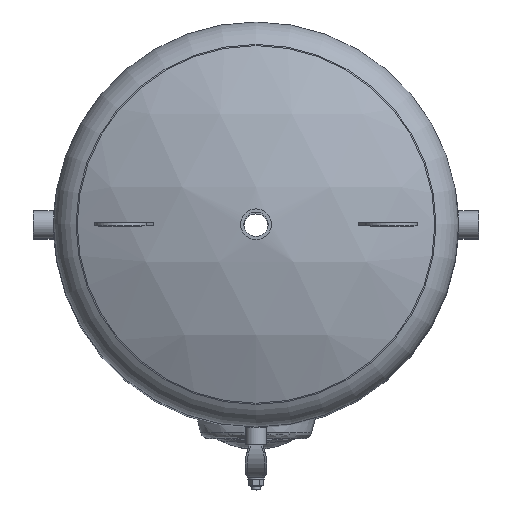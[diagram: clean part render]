
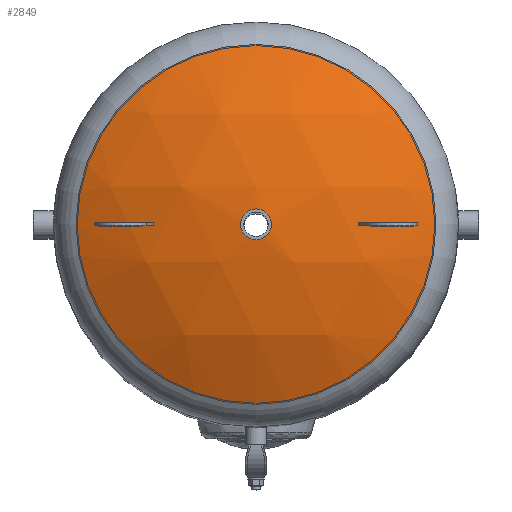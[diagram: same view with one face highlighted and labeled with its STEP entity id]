
A CAD part, top view. The second image highlights one B-rep face of the part: STEP entity #2849.
In plain terms, the highlighted spherical face has radius 750 mm.
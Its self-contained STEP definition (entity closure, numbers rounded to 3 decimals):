
#674=SPHERICAL_SURFACE('',#3155,750.);
#759=FACE_BOUND('',#1176,.T.);
#921=FACE_OUTER_BOUND('',#1175,.T.);
#1175=EDGE_LOOP('',(#2572));
#1176=EDGE_LOOP('',(#2573));
#1287=CIRCLE('',#3148,28.5);
#1291=CIRCLE('',#3156,333.333);
#1544=VERTEX_POINT('',#20938);
#1548=VERTEX_POINT('',#20950);
#1891=EDGE_CURVE('',#1544,#1544,#1287,.T.);
#1895=EDGE_CURVE('',#1548,#1548,#1291,.T.);
#2572=ORIENTED_EDGE('',*,*,#1895,.F.);
#2573=ORIENTED_EDGE('',*,*,#1891,.T.);
#2849=ADVANCED_FACE('',(#921,#759),#674,.T.);
#3148=AXIS2_PLACEMENT_3D('',#20939,#3856,#3857);
#3155=AXIS2_PLACEMENT_3D('',#20949,#3870,#3871);
#3156=AXIS2_PLACEMENT_3D('',#20951,#3872,#3873);
#3856=DIRECTION('center_axis',(0.,-1.,0.));
#3857=DIRECTION('ref_axis',(-1.,0.,0.));
#3870=DIRECTION('center_axis',(0.,0.,1.));
#3871=DIRECTION('ref_axis',(1.,0.,0.));
#3872=DIRECTION('center_axis',(0.,-1.,0.));
#3873=DIRECTION('ref_axis',(1.,0.,0.));
#20938=CARTESIAN_POINT('',(28.5,179.458,0.));
#20939=CARTESIAN_POINT('Origin',(0.,179.458,0.));
#20949=CARTESIAN_POINT('Origin',(0.,-570.,0.));
#20950=CARTESIAN_POINT('',(333.333,101.855,0.));
#20951=CARTESIAN_POINT('Origin',(0.,101.855,0.));
